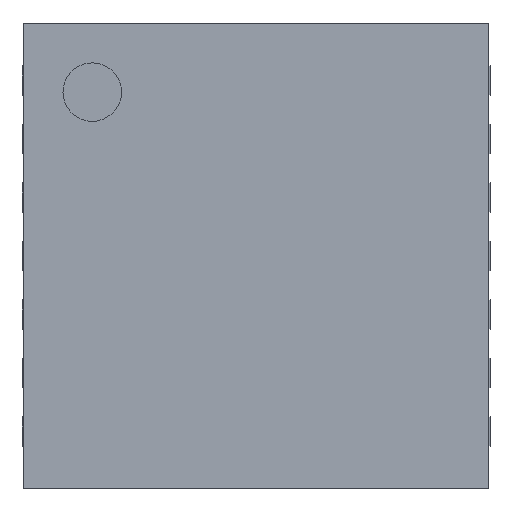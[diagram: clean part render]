
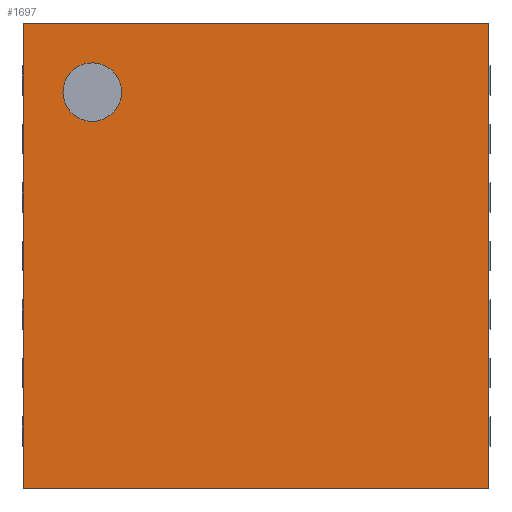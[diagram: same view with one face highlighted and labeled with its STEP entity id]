
A CAD part, top view. The second image highlights one B-rep face of the part: STEP entity #1697.
In plain terms, the highlighted planar face has unit normal (0, 0, 1).
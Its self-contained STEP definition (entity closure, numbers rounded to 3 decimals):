
#12=DIRECTION('',(0.,0.,1.));
#150=VECTOR('',#151,1.);
#151=DIRECTION('',(0.,-1.,0.));
#157=VECTOR('',#158,1.);
#158=DIRECTION('',(1.,0.,0.));
#179=DIRECTION('',(0.,0.,-1.));
#521=VERTEX_POINT('',#522);
#522=CARTESIAN_POINT('',(1.99,1.99,0.77));
#525=EDGE_CURVE('',#521,#526,#528,.T.);
#526=VERTEX_POINT('',#527);
#527=CARTESIAN_POINT('',(1.99,-1.99,0.77));
#528=LINE('',#522,#150);
#647=VERTEX_POINT('',#648);
#648=CARTESIAN_POINT('',(-1.99,1.99,0.77));
#651=ORIENTED_EDGE('',*,*,#652,.F.);
#652=EDGE_CURVE('',#647,#521,#653,.T.);
#653=LINE('',#648,#157);
#661=ORIENTED_EDGE('',*,*,#662,.T.);
#662=EDGE_CURVE('',#647,#663,#665,.T.);
#663=VERTEX_POINT('',#664);
#664=CARTESIAN_POINT('',(-1.99,-1.99,0.77));
#665=LINE('',#648,#150);
#1616=EDGE_CURVE('',#663,#526,#1617,.T.);
#1617=LINE('',#664,#157);
#1697=ADVANCED_FACE('',(#1698,#1702),#1711,.T.);
#1698=FACE_BOUND('',#1699,.T.);
#1699=EDGE_LOOP('',(#651,#661,#1700,#1701));
#1700=ORIENTED_EDGE('',*,*,#1616,.T.);
#1701=ORIENTED_EDGE('',*,*,#525,.F.);
#1702=FACE_BOUND('',#1703,.T.);
#1703=EDGE_LOOP('',(#1704));
#1704=ORIENTED_EDGE('',*,*,#1705,.T.);
#1705=EDGE_CURVE('',#1706,#1706,#1708,.T.);
#1706=VERTEX_POINT('',#1707);
#1707=CARTESIAN_POINT('',(-1.4,1.15,0.77));
#1708=CIRCLE('',#1709,0.25);
#1709=AXIS2_PLACEMENT_3D('',#1710,#179,#151);
#1710=CARTESIAN_POINT('',(-1.4,1.4,0.77));
#1711=PLANE('',#1712);
#1712=AXIS2_PLACEMENT_3D('',#648,#12,#151);
